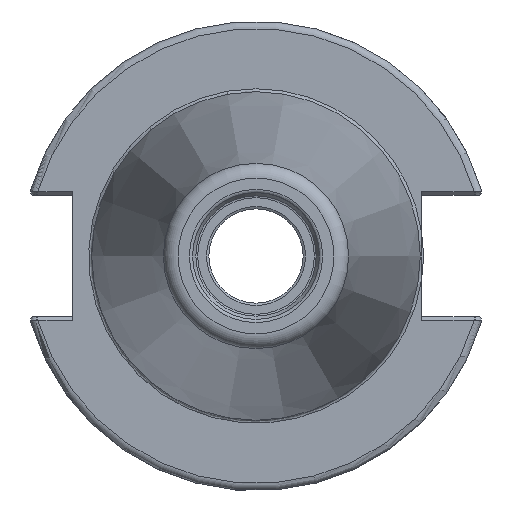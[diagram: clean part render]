
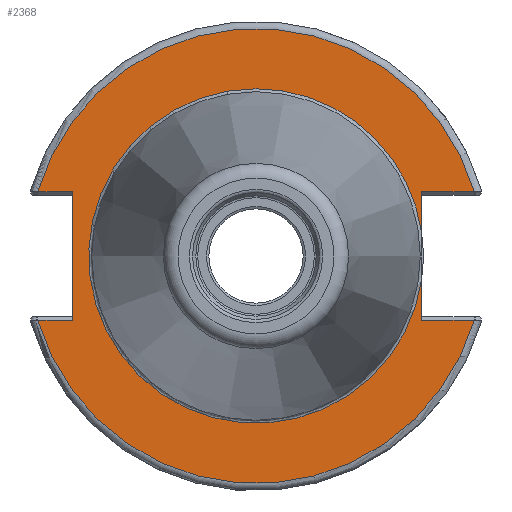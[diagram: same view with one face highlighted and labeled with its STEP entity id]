
A CAD part, left-side view. The second image highlights one B-rep face of the part: STEP entity #2368.
In plain terms, the highlighted planar face has unit normal (-1, 0, 0).
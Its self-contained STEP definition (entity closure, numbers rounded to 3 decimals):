
#149=PLANE('',#2565);
#238=FACE_OUTER_BOUND('',#374,.T.);
#374=EDGE_LOOP('',(#1690,#1691,#1692,#1693,#1694,#1695,#1696,#1697,#1698,
#1699,#1700));
#503=LINE('',#3628,#632);
#510=LINE('',#3750,#639);
#511=LINE('',#3754,#640);
#512=LINE('',#3756,#641);
#513=LINE('',#3758,#642);
#514=LINE('',#3762,#643);
#515=LINE('',#3764,#644);
#632=VECTOR('',#2934,10.);
#639=VECTOR('',#2945,10.);
#640=VECTOR('',#2948,10.);
#641=VECTOR('',#2949,10.);
#642=VECTOR('',#2950,10.);
#643=VECTOR('',#2953,10.);
#644=VECTOR('',#2954,10.);
#796=CIRCLE('',#2566,30.775);
#797=CIRCLE('',#2567,30.775);
#798=CIRCLE('',#2568,22.625);
#799=CIRCLE('',#2569,22.625);
#969=VERTEX_POINT('',#3625);
#970=VERTEX_POINT('',#3627);
#978=VERTEX_POINT('',#3749);
#979=VERTEX_POINT('',#3751);
#980=VERTEX_POINT('',#3753);
#981=VERTEX_POINT('',#3755);
#982=VERTEX_POINT('',#3757);
#983=VERTEX_POINT('',#3759);
#984=VERTEX_POINT('',#3761);
#985=VERTEX_POINT('',#3763);
#986=VERTEX_POINT('',#3765);
#1243=EDGE_CURVE('',#969,#970,#503,.T.);
#1255=EDGE_CURVE('',#978,#970,#510,.T.);
#1256=EDGE_CURVE('',#979,#969,#796,.T.);
#1257=EDGE_CURVE('',#980,#979,#511,.T.);
#1258=EDGE_CURVE('',#980,#981,#512,.T.);
#1259=EDGE_CURVE('',#982,#981,#513,.T.);
#1260=EDGE_CURVE('',#983,#982,#797,.T.);
#1261=EDGE_CURVE('',#984,#983,#514,.T.);
#1262=EDGE_CURVE('',#984,#985,#515,.T.);
#1263=EDGE_CURVE('',#985,#986,#798,.T.);
#1264=EDGE_CURVE('',#986,#978,#799,.T.);
#1690=ORIENTED_EDGE('',*,*,#1255,.T.);
#1691=ORIENTED_EDGE('',*,*,#1243,.F.);
#1692=ORIENTED_EDGE('',*,*,#1256,.F.);
#1693=ORIENTED_EDGE('',*,*,#1257,.F.);
#1694=ORIENTED_EDGE('',*,*,#1258,.T.);
#1695=ORIENTED_EDGE('',*,*,#1259,.F.);
#1696=ORIENTED_EDGE('',*,*,#1260,.F.);
#1697=ORIENTED_EDGE('',*,*,#1261,.F.);
#1698=ORIENTED_EDGE('',*,*,#1262,.T.);
#1699=ORIENTED_EDGE('',*,*,#1263,.T.);
#1700=ORIENTED_EDGE('',*,*,#1264,.T.);
#2368=ADVANCED_FACE('',(#238),#149,.T.);
#2565=AXIS2_PLACEMENT_3D('',#3748,#2943,#2944);
#2566=AXIS2_PLACEMENT_3D('',#3752,#2946,#2947);
#2567=AXIS2_PLACEMENT_3D('',#3760,#2951,#2952);
#2568=AXIS2_PLACEMENT_3D('',#3766,#2955,#2956);
#2569=AXIS2_PLACEMENT_3D('',#3767,#2957,#2958);
#2934=DIRECTION('',(0.,1.,0.));
#2943=DIRECTION('center_axis',(-1.,0.,0.));
#2944=DIRECTION('ref_axis',(0.,0.,1.));
#2945=DIRECTION('',(0.,0.,1.));
#2946=DIRECTION('center_axis',(1.,0.,0.));
#2947=DIRECTION('ref_axis',(0.,0.,-1.));
#2948=DIRECTION('',(0.,1.,0.));
#2949=DIRECTION('',(0.,0.,-1.));
#2950=DIRECTION('',(0.,-1.,0.));
#2951=DIRECTION('center_axis',(1.,0.,0.));
#2952=DIRECTION('ref_axis',(0.,0.,-1.));
#2953=DIRECTION('',(0.,-1.,0.));
#2954=DIRECTION('',(0.,0.,1.));
#2955=DIRECTION('center_axis',(1.,0.,0.));
#2956=DIRECTION('ref_axis',(0.,0.,-1.));
#2957=DIRECTION('center_axis',(1.,0.,0.));
#2958=DIRECTION('ref_axis',(0.,0.,-1.));
#3625=CARTESIAN_POINT('',(1.,-29.523,8.69));
#3627=CARTESIAN_POINT('',(1.,-22.41,8.69));
#3628=CARTESIAN_POINT('',(1.,4.182,8.69));
#3748=CARTESIAN_POINT('Origin',(1.,30.775,0.));
#3749=CARTESIAN_POINT('',(1.,-22.41,3.112));
#3750=CARTESIAN_POINT('',(1.,-22.41,-4.095));
#3751=CARTESIAN_POINT('',(1.,29.523,8.69));
#3752=CARTESIAN_POINT('Origin',(1.,0.,0.));
#3753=CARTESIAN_POINT('',(1.,24.8,8.69));
#3754=CARTESIAN_POINT('',(1.,38.399,8.69));
#3755=CARTESIAN_POINT('',(1.,24.8,-8.69));
#3756=CARTESIAN_POINT('',(1.,24.8,4.095));
#3757=CARTESIAN_POINT('',(1.,29.523,-8.69));
#3758=CARTESIAN_POINT('',(1.,27.788,-8.69));
#3759=CARTESIAN_POINT('',(1.,-29.523,-8.69));
#3760=CARTESIAN_POINT('Origin',(1.,0.,0.));
#3761=CARTESIAN_POINT('',(1.,-22.41,-8.69));
#3762=CARTESIAN_POINT('',(1.,-6.591,-8.69));
#3763=CARTESIAN_POINT('',(1.,-22.41,-3.112));
#3764=CARTESIAN_POINT('',(1.,-22.41,-4.095));
#3765=CARTESIAN_POINT('',(1.,0.,22.625));
#3766=CARTESIAN_POINT('Origin',(1.,0.,0.));
#3767=CARTESIAN_POINT('Origin',(1.,0.,0.));
